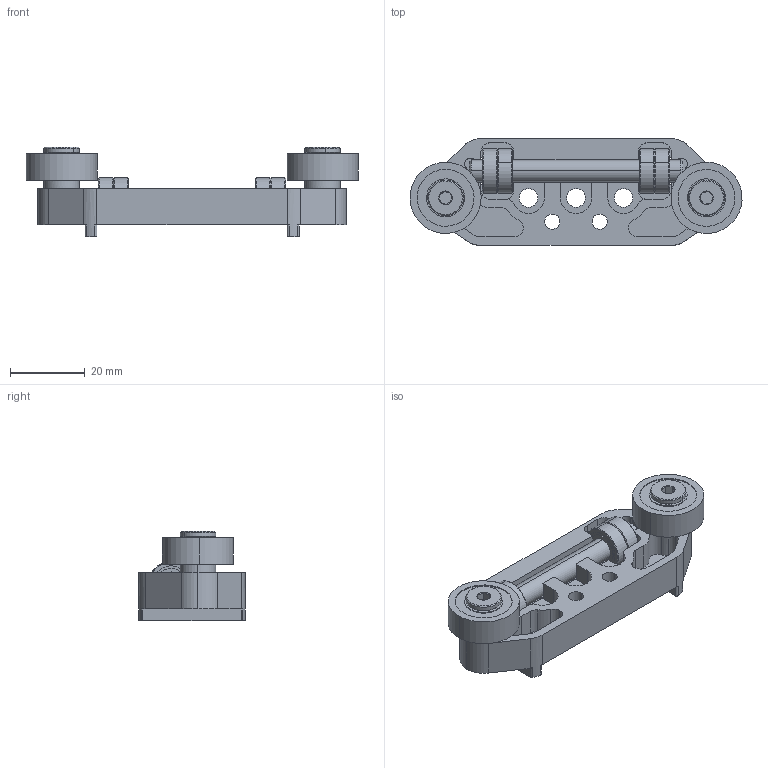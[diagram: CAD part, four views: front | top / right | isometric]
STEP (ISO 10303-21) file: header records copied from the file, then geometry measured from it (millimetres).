
FILE_DESCRIPTION (( 'STEP AP214' ), '1' );
FILE_NAME ('WCP-0897.step', '2023-01-17T20:24:18', ( '' ), ( '' ), 'SwSTEP 2.0', 'SolidWorks 2020', '' );
FILE_SCHEMA (( 'AUTOMOTIVE_DESIGN' ));
Length unit declared in the file: inch
Products named in the file (6): WCP-0212_0_250_radial_bearing; WCP-0897-002 Rev1; WCP-0498 Rev1; WCP-0897-001 Rev1; WCP-0473 Rev1; WCP-0897
Assembly tree (10 placements, depth 2):
  WCP-0897
    WCP-0897-001 Rev1
    WCP-0897-002 Rev1
    WCP-0498 Rev1  x4
    WCP-0473 Rev1  x2
    WCP-0212_0_250_radial_bearing  x2
Bounding box: 88.87 x 28.57 x 23.99 mm (x, y, z)
Volume: 19760.6 mm3; surface area: 16934.8 mm2
Topology: 70 solids, 70 shells, 601 faces, 1504 edges, 868 vertices
Faces by surface type: cylinder 260, plane 135, bspline 126, cone 76, torus 4
Entity records: 12298 total; most frequent: CARTESIAN_POINT 3980, DIRECTION 1708, ORIENTED_EDGE 1590, EDGE_CURVE 795, AXIS2_PLACEMENT_3D 670, VERTEX_POINT 523, CIRCLE 370, VECTOR 368
